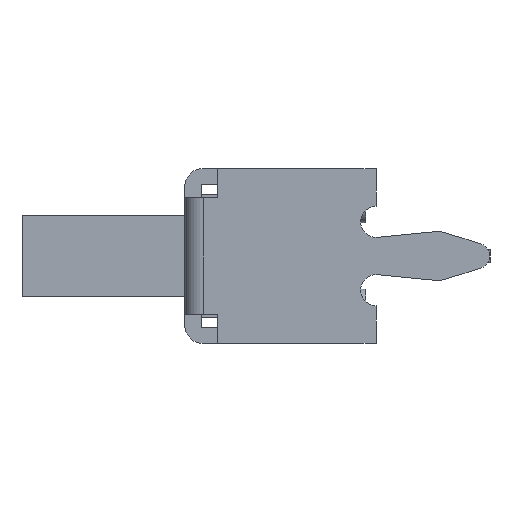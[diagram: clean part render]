
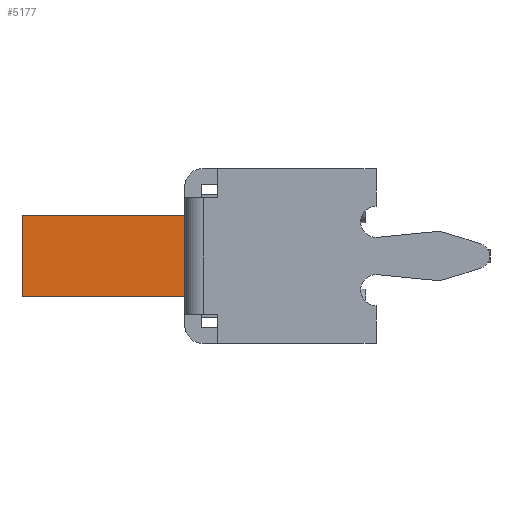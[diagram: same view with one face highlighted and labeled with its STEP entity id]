
A CAD part, left-side view. The second image highlights one B-rep face of the part: STEP entity #5177.
In plain terms, the highlighted planar face has unit normal (-1, 0, 0).
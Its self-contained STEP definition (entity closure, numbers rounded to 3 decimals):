
#135 = CARTESIAN_POINT ( 'NONE',  ( 0., 0., 1. ) ) ;
#205 = FACE_OUTER_BOUND ( 'NONE', #1521, .T. ) ;
#586 = CARTESIAN_POINT ( 'NONE',  ( 0., 4.4, 0. ) ) ;
#1257 = DIRECTION ( 'NONE',  ( 0., 0., 1. ) ) ;
#1369 = DIRECTION ( 'NONE',  ( 0., -1., 0. ) ) ;
#1521 = EDGE_LOOP ( 'NONE', ( #3219, #1621, #2526, #3039 ) ) ;
#1530 = LINE ( 'NONE', #4387, #5622 ) ;
#1570 = CARTESIAN_POINT ( 'NONE',  ( 0., -2.386, -1. ) ) ;
#1621 = ORIENTED_EDGE ( 'NONE', *, *, #3691, .T. ) ;
#1680 = EDGE_CURVE ( 'NONE', #4499, #6026, #1530, .T. ) ;
#1735 = EDGE_CURVE ( 'NONE', #6026, #5880, #3241, .T. ) ;
#1932 = VECTOR ( 'NONE', #6182, 1000. ) ;
#2444 = VECTOR ( 'NONE', #2696, 1000. ) ;
#2526 = ORIENTED_EDGE ( 'NONE', *, *, #1735, .F. ) ;
#2680 = LINE ( 'NONE', #5208, #2444 ) ;
#2685 = CARTESIAN_POINT ( 'NONE',  ( 0., 0., -1. ) ) ;
#2696 = DIRECTION ( 'NONE',  ( 0., 0., 1. ) ) ;
#2889 = CARTESIAN_POINT ( 'NONE',  ( 0., -2.386, 1. ) ) ;
#3039 = ORIENTED_EDGE ( 'NONE', *, *, #1680, .F. ) ;
#3219 = ORIENTED_EDGE ( 'NONE', *, *, #5209, .T. ) ;
#3241 = LINE ( 'NONE', #2889, #4016 ) ;
#3691 = EDGE_CURVE ( 'NONE', #4283, #5880, #2680, .T. ) ;
#4016 = VECTOR ( 'NONE', #1369, 1000. ) ;
#4129 = DIRECTION ( 'NONE',  ( 0., -1., 0. ) ) ;
#4246 = AXIS2_PLACEMENT_3D ( 'NONE', #586, #5631, #4129 ) ;
#4283 = VERTEX_POINT ( 'NONE', #2685 ) ;
#4387 = CARTESIAN_POINT ( 'NONE',  ( 0., 4.4, 0. ) ) ;
#4499 = VERTEX_POINT ( 'NONE', #5427 ) ;
#5177 = ADVANCED_FACE ( 'NONE', ( #205 ), #6608, .T. ) ;
#5208 = CARTESIAN_POINT ( 'NONE',  ( 0., 0., 0. ) ) ;
#5209 = EDGE_CURVE ( 'NONE', #4499, #4283, #5224, .T. ) ;
#5224 = LINE ( 'NONE', #1570, #1932 ) ;
#5427 = CARTESIAN_POINT ( 'NONE',  ( 0., 4.4, -1. ) ) ;
#5622 = VECTOR ( 'NONE', #1257, 1000. ) ;
#5631 = DIRECTION ( 'NONE',  ( -1., 0., 0. ) ) ;
#5880 = VERTEX_POINT ( 'NONE', #135 ) ;
#6026 = VERTEX_POINT ( 'NONE', #6329 ) ;
#6182 = DIRECTION ( 'NONE',  ( 0., -1., 0. ) ) ;
#6329 = CARTESIAN_POINT ( 'NONE',  ( 0., 4.4, 1. ) ) ;
#6608 = PLANE ( 'NONE',  #4246 ) ;
